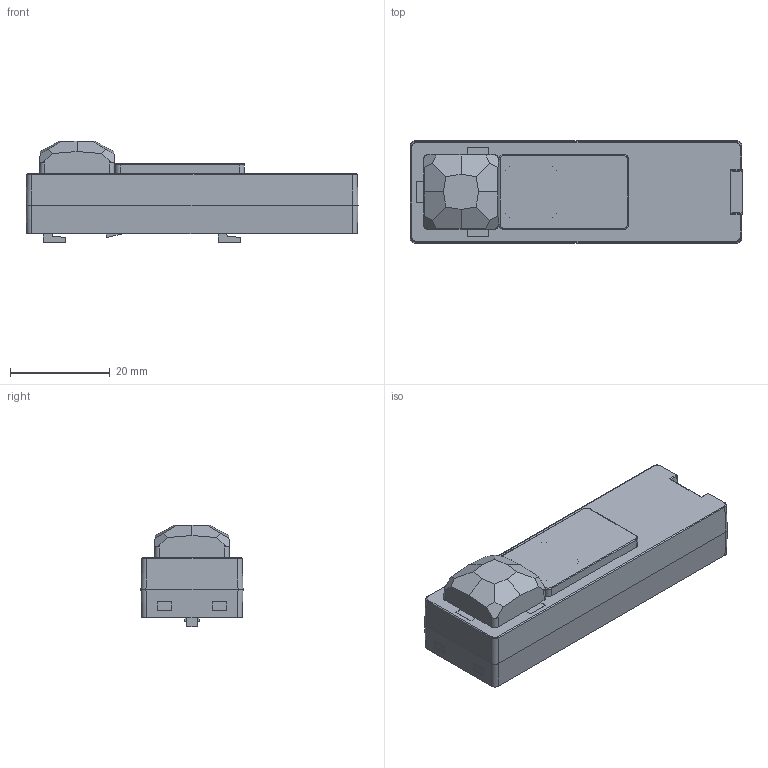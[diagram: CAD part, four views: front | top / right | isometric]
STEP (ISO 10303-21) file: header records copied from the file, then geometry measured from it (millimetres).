
FILE_DESCRIPTION(/* description */ (''),/* implementation_level */ '2;1');
FILE_NAME(/* name */ 'SENSOTEC-PIR-NET.stp',/* time_stamp */ '2020-07-02T13:59:06+02:00',/* author */ (''),/* organization */ (''),/* preprocessor_version */ 'ST-DEVELOPER v16',/* originating_system */ 'SIEMENS PLM Software NX 10.0',/* authorisation */ '');
FILE_SCHEMA (('AUTOMOTIVE_DESIGN { 1 0 10303 214 3 1 1 1 }'));
Length unit declared in the file: millimetre
Products named in the file (1): SENSOTEC-PIR-NET
Bounding box: 66.42 x 20.42 x 20.3 mm (x, y, z)
Volume: 17894.9 mm3; surface area: 5334.5 mm2
Topology: 1 solids, 1 shells, 268 faces, 691 edges, 446 vertices
Faces by surface type: plane 155, cylinder 53, extrusion 36, bspline 22, sphere 2
Entity records: 13075 total; most frequent: CARTESIAN_POINT 5051, ORIENTED_EDGE 1370, DIRECTION 1065, EDGE_CURVE 685, VECTOR 475, VERTEX_POINT 446, LINE 439, EDGE_LOOP 295
